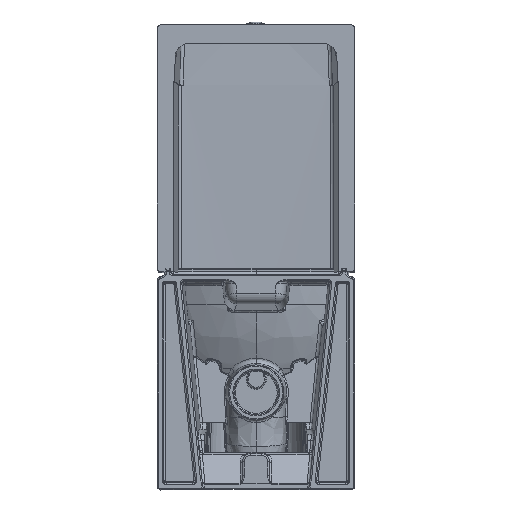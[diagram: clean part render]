
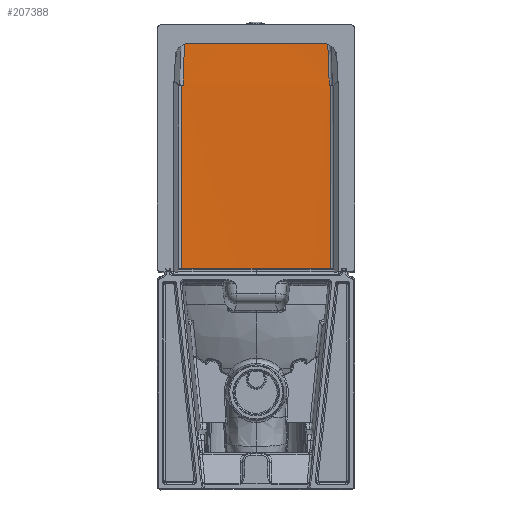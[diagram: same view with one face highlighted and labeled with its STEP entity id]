
A CAD part, left-side view. The second image highlights one B-rep face of the part: STEP entity #207388.
In plain terms, the highlighted cylindrical face has radius 3933.74 mm (diameter 7867.49 mm), a partial arc.
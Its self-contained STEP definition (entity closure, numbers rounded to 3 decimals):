
#207217=CARTESIAN_POINT('',(-124.616,133.896,459.9));
#207218=VERTEX_POINT('',#207217);
#207285=CARTESIAN_POINT('',(-124.504,137.169,366.888));
#207286=VERTEX_POINT('',#207285);
#207287=CARTESIAN_POINT('',(-124.616,133.896,459.9));
#207288=CARTESIAN_POINT('',(-124.594,134.55,441.298));
#207289=CARTESIAN_POINT('',(-124.572,135.205,422.695));
#207290=CARTESIAN_POINT('',(-124.549,135.86,404.093));
#207291=CARTESIAN_POINT('',(-124.526,136.515,385.491));
#207292=CARTESIAN_POINT('',(-124.504,137.169,366.888));
#207293=B_SPLINE_CURVE_WITH_KNOTS('',5,(#207287,#207288,#207289,#207290,#207291,#207292),.UNSPECIFIED.,.F.,.U.,(6,6),(125.872,257.492),.UNSPECIFIED.);
#207294=EDGE_CURVE('',#207286,#207218,#207293,.F.);
#207312=CARTESIAN_POINT('',(3806.847,0.,240.5));
#207313=DIRECTION('',(0.0,0.0,1.0));
#207314=DIRECTION('',(1.0,0.0,0.0));
#207315=AXIS2_PLACEMENT_3D('',#207312,#207313,#207314);
#207316=CYLINDRICAL_SURFACE('',#207315,3933.743);
#207317=CARTESIAN_POINT('',(-124.433,139.189,15.183));
#207318=VERTEX_POINT('',#207317);
#207319=CARTESIAN_POINT('',(-124.433,139.189,366.892));
#207320=VERTEX_POINT('',#207319);
#207321=CARTESIAN_POINT('',(-124.433,139.189,15.183));
#207322=DIRECTION('',(0.0,0.0,1.0));
#207323=VECTOR('',#207322,351.709);
#207324=LINE('',#207321,#207323);
#207325=EDGE_CURVE('',#207318,#207320,#207324,.T.);
#207326=ORIENTED_EDGE('',*,*,#207325,.T.);
#207327=CARTESIAN_POINT('',(3796.083,0.,572.355));
#207328=DIRECTION('',(-0.052,0.,0.999));
#207329=DIRECTION('',(-0.998,0.035,-0.052));
#207330=AXIS2_PLACEMENT_3D('',#207327,#207328,#207329);
#207331=CIRCLE('',#207330,3928.363);
#207332=EDGE_CURVE('',#207320,#207286,#207331,.T.);
#207333=ORIENTED_EDGE('',*,*,#207332,.T.);
#207334=ORIENTED_EDGE('',*,*,#207294,.T.);
#207335=CARTESIAN_POINT('',(-124.616,-133.896,459.9));
#207336=VERTEX_POINT('',#207335);
#207337=CARTESIAN_POINT('',(3806.847,0.,459.9));
#207338=DIRECTION('',(0.0,0.0,1.0));
#207339=DIRECTION('',(1.0,0.0,0.0));
#207340=AXIS2_PLACEMENT_3D('',#207337,#207338,#207339);
#207341=CIRCLE('',#207340,3933.743);
#207342=EDGE_CURVE('',#207336,#207218,#207341,.F.);
#207343=ORIENTED_EDGE('',*,*,#207342,.F.);
#207344=CARTESIAN_POINT('',(-124.504,-137.169,366.888));
#207345=VERTEX_POINT('',#207344);
#207346=CARTESIAN_POINT('',(-124.616,-133.896,459.9));
#207347=CARTESIAN_POINT('',(-124.579,-134.987,428.896));
#207348=CARTESIAN_POINT('',(-124.542,-136.078,397.892));
#207349=CARTESIAN_POINT('',(-124.504,-137.169,366.888));
#207350=B_SPLINE_CURVE_WITH_KNOTS('',3,(#207346,#207347,#207348,#207349),.UNSPECIFIED.,.F.,.U.,(4,4),(125.872,257.492),.UNSPECIFIED.);
#207351=EDGE_CURVE('',#207345,#207336,#207350,.F.);
#207352=ORIENTED_EDGE('',*,*,#207351,.F.);
#207353=CARTESIAN_POINT('',(-124.433,-139.189,366.892));
#207354=VERTEX_POINT('',#207353);
#207355=CARTESIAN_POINT('',(3796.083,0.,572.355));
#207356=DIRECTION('',(0.052,0.,-0.999));
#207357=DIRECTION('',(-0.998,-0.035,-0.052));
#207358=AXIS2_PLACEMENT_3D('',#207355,#207356,#207357);
#207359=CIRCLE('',#207358,3928.363);
#207360=EDGE_CURVE('',#207354,#207345,#207359,.T.);
#207361=ORIENTED_EDGE('',*,*,#207360,.F.);
#207362=CARTESIAN_POINT('',(-124.433,-139.189,15.183));
#207363=VERTEX_POINT('',#207362);
#207364=CARTESIAN_POINT('',(-124.433,-139.189,15.183));
#207365=DIRECTION('',(0.0,0.0,1.0));
#207366=VECTOR('',#207365,351.709);
#207367=LINE('',#207364,#207366);
#207368=EDGE_CURVE('',#207363,#207354,#207367,.T.);
#207369=ORIENTED_EDGE('',*,*,#207368,.F.);
#207370=CARTESIAN_POINT('',(-126.896,0.,15.157));
#207371=VERTEX_POINT('',#207370);
#207372=CARTESIAN_POINT('',(3806.847,0.,56.353));
#207373=DIRECTION('',(0.01,0.,-1.));
#207374=DIRECTION('',(1.,0.0,0.01));
#207375=AXIS2_PLACEMENT_3D('',#207372,#207373,#207374);
#207376=ELLIPSE('',#207375,3933.959,3933.743);
#207377=EDGE_CURVE('',#207363,#207371,#207376,.T.);
#207378=ORIENTED_EDGE('',*,*,#207377,.T.);
#207379=CARTESIAN_POINT('',(3806.847,0.,56.353));
#207380=DIRECTION('',(-0.01,0.,1.));
#207381=DIRECTION('',(1.,0.0,0.01));
#207382=AXIS2_PLACEMENT_3D('',#207379,#207380,#207381);
#207383=ELLIPSE('',#207382,3933.959,3933.743);
#207384=EDGE_CURVE('',#207318,#207371,#207383,.T.);
#207385=ORIENTED_EDGE('',*,*,#207384,.F.);
#207386=EDGE_LOOP('',(#207326,#207333,#207334,#207343,#207352,#207361,#207369,#207378,#207385));
#207387=FACE_OUTER_BOUND('',#207386,.T.);
#207388=ADVANCED_FACE('',(#207387),#207316,.F.);
